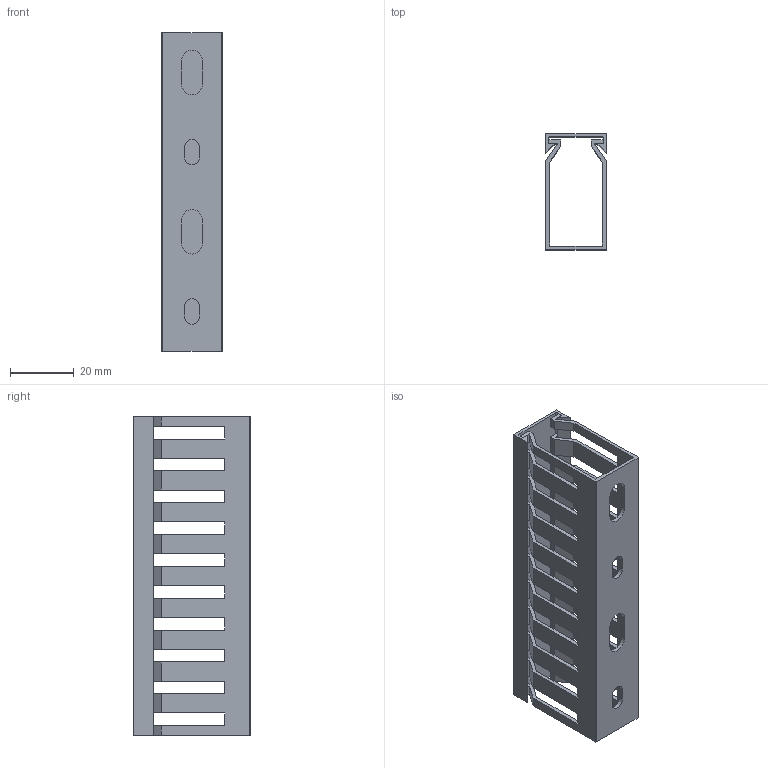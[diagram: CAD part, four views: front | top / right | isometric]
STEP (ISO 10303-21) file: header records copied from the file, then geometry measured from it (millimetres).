
FILE_DESCRIPTION((''),'2;1');
FILE_NAME('DNG3702007030B_ASM','2022-04-01T14:09:27',('pfeiferc'),(''),'CREO PARAMETRIC BY PTC INC, 2021184','CREO PARAMETRIC BY PTC INC, 2021184','');
FILE_SCHEMA(('AUTOMOTIVE_DESIGN { 1 0 10303 214 1 1 1 1 }'));
Length unit declared in the file: millimetre
Products named in the file (3): PROXY_M01471STA; 36790-M; DNG3702007030B_ASM
Assembly tree (2 placements, depth 2):
  DNG3702007030B_ASM
    PROXY_M01471STA
    36790-M
Bounding box: 19 x 36.5 x 100 mm (x, y, z)
Volume: 11164.6 mm3; surface area: 21847.2 mm2
Topology: 2 solids, 2 shells, 234 faces, 690 edges, 460 vertices
Faces by surface type: plane 220, cylinder 14
Entity records: 10119 total; most frequent: CARTESIAN_POINT 1581, DIRECTION 1439, ORIENTED_EDGE 1380, VECTOR 734, LINE 734, EDGE_CURVE 690, VERTEX_POINT 460, AXIS2_PLACEMENT_3D 336
